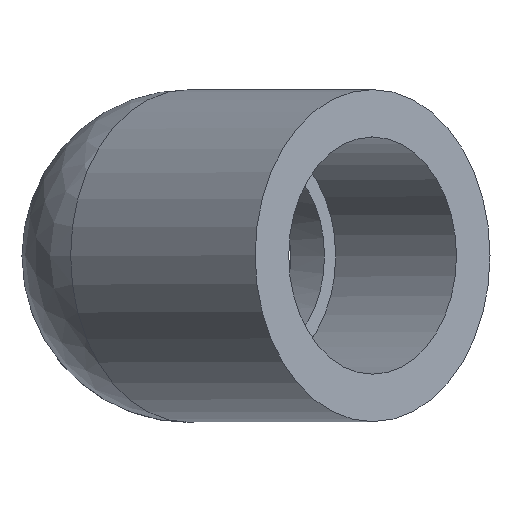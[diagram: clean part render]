
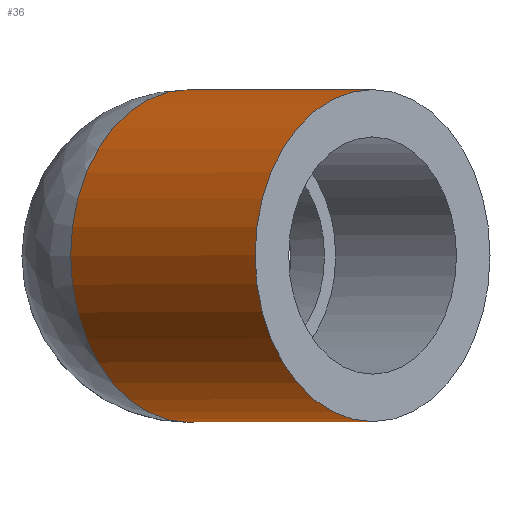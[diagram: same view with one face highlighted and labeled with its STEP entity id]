
A CAD part, top view. The second image highlights one B-rep face of the part: STEP entity #36.
In plain terms, the highlighted cylindrical face has radius 17.5 mm (diameter 35 mm), a full revolution.
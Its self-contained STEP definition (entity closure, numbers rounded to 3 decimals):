
#36 = ADVANCED_FACE( '', ( #77, #78 ), #79, .T. );
#77 = FACE_OUTER_BOUND( '', #130, .T. );
#78 = FACE_OUTER_BOUND( '', #131, .T. );
#79 = CYLINDRICAL_SURFACE( '', #132, 17.5 );
#130 = EDGE_LOOP( '', ( #177 ) );
#131 = EDGE_LOOP( '', ( #178, #179 ) );
#132 = AXIS2_PLACEMENT_3D( '', #180, #181, #182 );
#177 = ORIENTED_EDGE( '', *, *, #253, .F. );
#178 = ORIENTED_EDGE( '', *, *, #254, .T. );
#179 = ORIENTED_EDGE( '', *, *, #255, .T. );
#180 = CARTESIAN_POINT( '', ( 19.445, 0., 28.945 ) );
#181 = DIRECTION( '', ( -0.707, 0., -0.707 ) );
#182 = DIRECTION( '', ( 0.707, 0., -0.707 ) );
#253 = EDGE_CURVE( '', #279, #279, #280, .T. );
#254 = EDGE_CURVE( '', #281, #282, #283, .T. );
#255 = EDGE_CURVE( '', #282, #281, #284, .F. );
#279 = VERTEX_POINT( '', #317 );
#280 = CIRCLE( '', #318, 17.5 );
#281 = VERTEX_POINT( '', #319 );
#282 = VERTEX_POINT( '', #320 );
#283 = CIRCLE( '', #321, 17.5 );
#284 = ELLIPSE( '', #322, 18.942, 17.5 );
#317 = CARTESIAN_POINT( '', ( 31.82, 0., 16.571 ) );
#318 = AXIS2_PLACEMENT_3D( '', #354, #355, #356 );
#319 = CARTESIAN_POINT( '', ( 0., 17.5, 9.5 ) );
#320 = CARTESIAN_POINT( '', ( 0., -17.5, 9.5 ) );
#321 = AXIS2_PLACEMENT_3D( '', #357, #358, #359 );
#322 = AXIS2_PLACEMENT_3D( '', #360, #361, #362 );
#354 = CARTESIAN_POINT( '', ( 19.445, 0., 28.945 ) );
#355 = DIRECTION( '', ( 0.707, 0., 0.707 ) );
#356 = DIRECTION( '', ( 0.707, 0., -0.707 ) );
#357 = CARTESIAN_POINT( '', ( 0., 0., 9.5 ) );
#358 = DIRECTION( '', ( 0.707, 0., 0.707 ) );
#359 = DIRECTION( '', ( 0.707, 0., -0.707 ) );
#360 = CARTESIAN_POINT( '', ( 0., 0., 9.5 ) );
#361 = DIRECTION( '', ( -0.383, 0., -0.924 ) );
#362 = DIRECTION( '', ( 0.924, 0., -0.383 ) );
